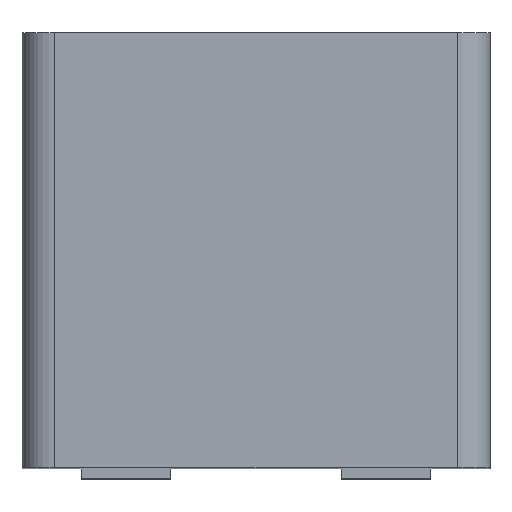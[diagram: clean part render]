
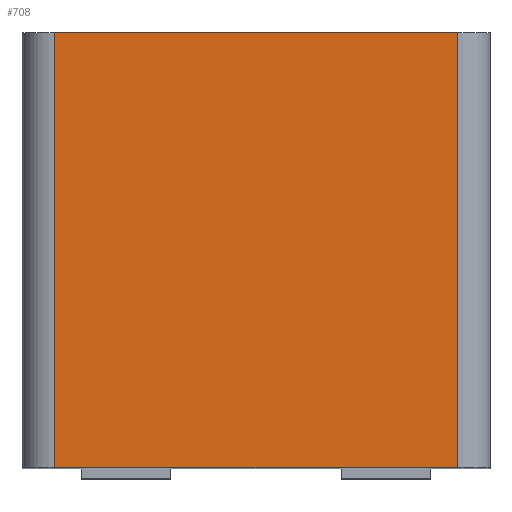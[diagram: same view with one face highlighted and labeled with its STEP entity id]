
A CAD part, top view. The second image highlights one B-rep face of the part: STEP entity #708.
In plain terms, the highlighted planar face has unit normal (0, 0, 1).
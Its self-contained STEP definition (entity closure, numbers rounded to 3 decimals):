
#86=PLANE('',#754);
#110=FACE_OUTER_BOUND('',#137,.T.);
#137=EDGE_LOOP('',(#488,#489,#490,#491));
#166=LINE('',#903,#206);
#180=LINE('',#936,#220);
#181=LINE('',#939,#221);
#182=LINE('',#940,#222);
#206=VECTOR('',#793,1000.);
#220=VECTOR('',#819,10.);
#221=VECTOR('',#822,10.);
#222=VECTOR('',#823,1000.);
#257=VERTEX_POINT('',#900);
#258=VERTEX_POINT('',#902);
#270=VERTEX_POINT('',#932);
#272=VERTEX_POINT('',#938);
#353=EDGE_CURVE('',#257,#258,#166,.T.);
#370=EDGE_CURVE('',#258,#270,#180,.T.);
#371=EDGE_CURVE('',#272,#257,#181,.T.);
#372=EDGE_CURVE('',#270,#272,#182,.T.);
#488=ORIENTED_EDGE('',*,*,#370,.F.);
#489=ORIENTED_EDGE('',*,*,#353,.F.);
#490=ORIENTED_EDGE('',*,*,#371,.F.);
#491=ORIENTED_EDGE('',*,*,#372,.F.);
#708=ADVANCED_FACE('',(#110),#86,.F.);
#754=AXIS2_PLACEMENT_3D('',#937,#820,#821);
#793=DIRECTION('',(-1.,0.,0.));
#819=DIRECTION('',(0.,1.,0.));
#820=DIRECTION('center_axis',(0.,0.,-1.));
#821=DIRECTION('ref_axis',(-1.,0.,0.));
#822=DIRECTION('',(0.,-1.,0.));
#823=DIRECTION('',(1.,0.,0.));
#900=CARTESIAN_POINT('',(1.85,0.,2.15));
#902=CARTESIAN_POINT('',(-1.85,0.,2.15));
#903=CARTESIAN_POINT('',(-2.15,0.,2.15));
#932=CARTESIAN_POINT('',(-1.85,4.,2.15));
#936=CARTESIAN_POINT('',(-1.85,4.,2.15));
#937=CARTESIAN_POINT('Origin',(-2.15,4.,2.15));
#938=CARTESIAN_POINT('',(1.85,4.,2.15));
#939=CARTESIAN_POINT('',(1.85,4.,2.15));
#940=CARTESIAN_POINT('',(-2.15,4.,2.15));
